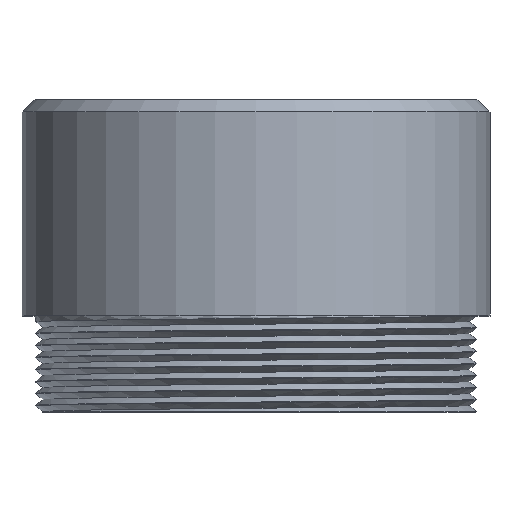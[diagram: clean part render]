
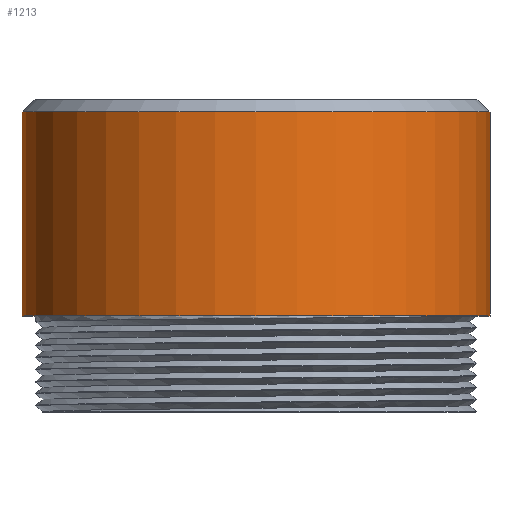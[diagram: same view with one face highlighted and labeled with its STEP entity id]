
A CAD part, top view. The second image highlights one B-rep face of the part: STEP entity #1213.
In plain terms, the highlighted cylindrical face has radius 19.5 mm (diameter 39 mm), a full revolution.
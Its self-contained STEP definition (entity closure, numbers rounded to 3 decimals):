
#603 = CARTESIAN_POINT ( 'NONE',  ( 0., 8., 0. ) ) ;
#604 = DIRECTION ( 'NONE',  ( 0., 1., 0. ) ) ;
#605 = DIRECTION ( 'NONE',  ( 0., 0., 1. ) ) ;
#608 = CARTESIAN_POINT ( 'NONE',  ( 0., 26., 0. ) ) ;
#609 = DIRECTION ( 'NONE',  ( 0., -1., 0. ) ) ;
#610 = DIRECTION ( 'NONE',  ( 0., 0., -1. ) ) ;
#616 = CARTESIAN_POINT ( 'NONE',  ( 0., 25., 0. ) ) ;
#617 = DIRECTION ( 'NONE',  ( 0., -1., 0. ) ) ;
#618 = DIRECTION ( 'NONE',  ( 0., 0., 1. ) ) ;
#1211 = EDGE_CURVE ( 'NONE', #1281, #1281, #1755, .T. ) ;
#1213 = ADVANCED_FACE ( 'NONE', ( #1324, #1338 ), #1336, .T. ) ;
#1217 = EDGE_CURVE ( 'NONE', #1386, #1386, #1757, .T. ) ;
#1281 = VERTEX_POINT ( 'NONE', #1703 ) ;
#1320 = EDGE_LOOP ( 'NONE', ( #1363 ) ) ;
#1324 = FACE_OUTER_BOUND ( 'NONE', #1372, .T. ) ;
#1336 = CYLINDRICAL_SURFACE ( 'NONE', #1803, 19.5 ) ;
#1338 = FACE_OUTER_BOUND ( 'NONE', #1320, .T. ) ;
#1363 = ORIENTED_EDGE ( 'NONE', *, *, #1211, .T. ) ;
#1372 = EDGE_LOOP ( 'NONE', ( #1424 ) ) ;
#1386 = VERTEX_POINT ( 'NONE', #1704 ) ;
#1424 = ORIENTED_EDGE ( 'NONE', *, *, #1217, .T. ) ;
#1703 = CARTESIAN_POINT ( 'NONE',  ( 0., 8., 19.5 ) ) ;
#1704 = CARTESIAN_POINT ( 'NONE',  ( 0., 25., 19.5 ) ) ;
#1755 = CIRCLE ( 'NONE', #1767, 19.5 ) ;
#1757 = CIRCLE ( 'NONE', #1782, 19.5 ) ;
#1767 = AXIS2_PLACEMENT_3D ( 'NONE', #603, #604, #605 ) ;
#1782 = AXIS2_PLACEMENT_3D ( 'NONE', #616, #617, #618 ) ;
#1803 = AXIS2_PLACEMENT_3D ( 'NONE', #608, #609, #610 ) ;
